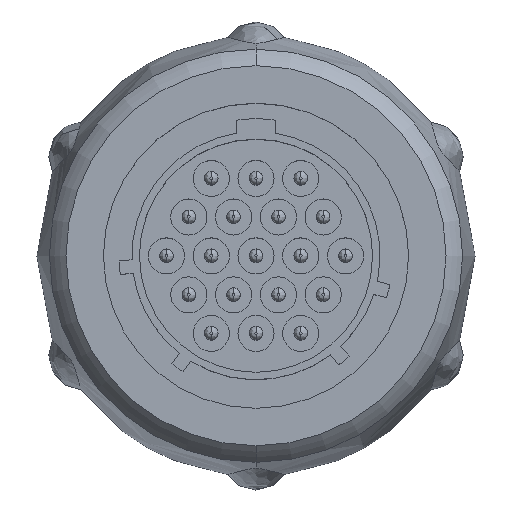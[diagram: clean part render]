
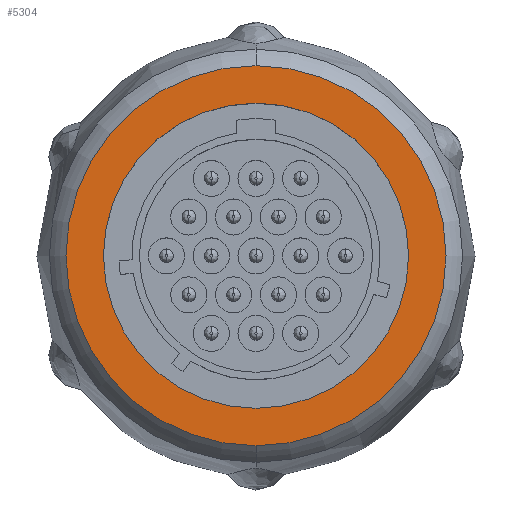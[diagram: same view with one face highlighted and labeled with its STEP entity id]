
A CAD part, top view. The second image highlights one B-rep face of the part: STEP entity #5304.
In plain terms, the highlighted planar face has unit normal (0, 0, 1).
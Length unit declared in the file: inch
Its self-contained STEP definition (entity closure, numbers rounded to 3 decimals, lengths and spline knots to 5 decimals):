
#1315=CARTESIAN_POINT('',(0.,0.,0.94488));
#1316=DIRECTION('',(0.,0.,1.));
#1317=DIRECTION('',(0.,1.,0.));
#1318=AXIS2_PLACEMENT_3D('',#1315,#1316,#1317);
#1320=CARTESIAN_POINT('',(0.,0.,0.94488));
#1321=DIRECTION('',(0.,0.,-1.));
#1322=DIRECTION('',(0.,1.,0.));
#1323=AXIS2_PLACEMENT_3D('',#1320,#1321,#1322);
#1325=CARTESIAN_POINT('',(0.,0.,0.94488));
#1326=DIRECTION('',(0.,0.,-1.));
#1327=DIRECTION('',(0.,1.,0.));
#1328=AXIS2_PLACEMENT_3D('',#1325,#1326,#1327);
#1338=CARTESIAN_POINT('',(0.,0.,0.94488));
#1339=DIRECTION('',(0.,0.,1.));
#1340=DIRECTION('',(0.,1.,0.));
#1341=AXIS2_PLACEMENT_3D('',#1338,#1339,#1340);
#4000=CARTESIAN_POINT('',(0.,0.55145,0.94488));
#4002=VERTEX_POINT('',#4000);
#4003=CARTESIAN_POINT('',(0.,0.44272,0.94488));
#4005=VERTEX_POINT('',#4003);
#4016=CARTESIAN_POINT('',(0.,-0.55145,0.94488));
#4018=VERTEX_POINT('',#4016);
#4019=CARTESIAN_POINT('',(0.,-0.44272,0.94488));
#4021=VERTEX_POINT('',#4019);
#5289=CARTESIAN_POINT('',(0.,0.,0.94488));
#5290=DIRECTION('',(0.,0.,-1.));
#5291=DIRECTION('',(0.,-1.,0.));
#5292=AXIS2_PLACEMENT_3D('',#5289,#5290,#5291);
#5293=PLANE('',#5292);
#5294=ORIENTED_EDGE('',*,*,#5282,.F.);
#5295=ORIENTED_EDGE('',*,*,#5271,.T.);
#5296=EDGE_LOOP('',(#5294,#5295));
#5297=FACE_OUTER_BOUND('',#5296,.F.);
#5299=ORIENTED_EDGE('',*,*,#5298,.F.);
#5301=ORIENTED_EDGE('',*,*,#5300,.T.);
#5302=EDGE_LOOP('',(#5299,#5301));
#5303=FACE_BOUND('',#5302,.F.);
#5304=ADVANCED_FACE('',(#5297,#5303),#5293,.F.);
#1319=CIRCLE('',#1318,0.55145);
#1324=CIRCLE('',#1323,0.55145);
#1329=CIRCLE('',#1328,0.44272);
#1342=CIRCLE('',#1341,0.44272);
#5271=EDGE_CURVE('',#4002,#4018,#1324,.T.);
#5282=EDGE_CURVE('',#4002,#4018,#1319,.T.);
#5298=EDGE_CURVE('',#4005,#4021,#1329,.T.);
#5300=EDGE_CURVE('',#4005,#4021,#1342,.T.);
